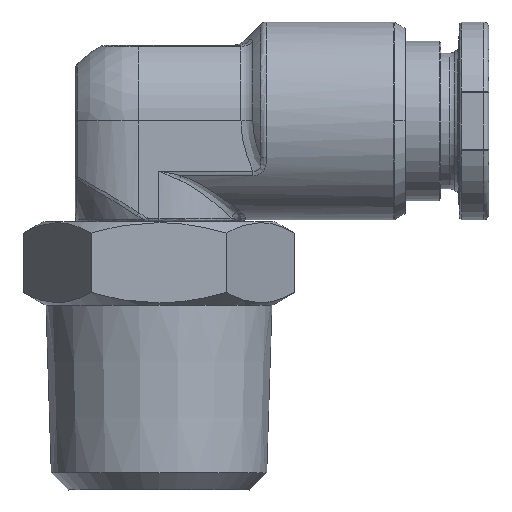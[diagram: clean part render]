
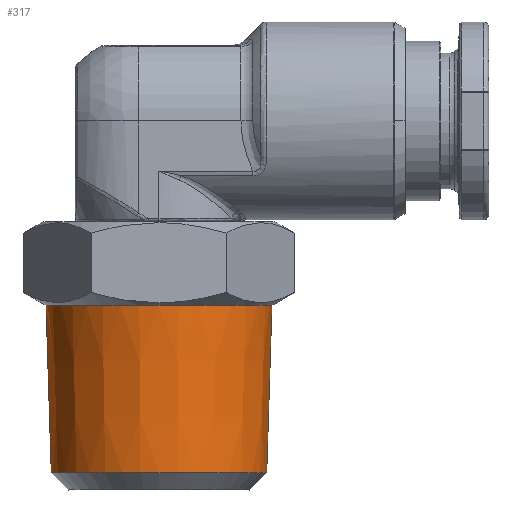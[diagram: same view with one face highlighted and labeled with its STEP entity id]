
A CAD part, front view. The second image highlights one B-rep face of the part: STEP entity #317.
In plain terms, the highlighted conical face has half-angle 1.79 degrees and reference radius 6.423 mm.
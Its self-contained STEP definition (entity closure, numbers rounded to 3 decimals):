
#51=CONICAL_SURFACE('',#2653,6.423,1.79);
#202=CIRCLE('',#2647,6.734);
#204=CIRCLE('',#2651,6.423);
#317=ADVANCED_FACE('SSPL6-02_',(#430),#51,.T.);
#430=FACE_OUTER_BOUND('',#1651,.T.);
#501=VECTOR('',#2790,9.982);
#502=VECTOR('',#2791,9.982);
#564=LINE('',#2452,#501);
#565=LINE('',#2453,#502);
#966=ORIENTED_EDGE('',*,*,#1296,.T.);
#967=ORIENTED_EDGE('',*,*,#1294,.F.);
#968=ORIENTED_EDGE('',*,*,#1295,.F.);
#969=ORIENTED_EDGE('',*,*,#1290,.T.);
#1290=EDGE_CURVE('180',#1535,#1536,#202,.T.);
#1294=EDGE_CURVE('183',#1538,#1537,#204,.T.);
#1295=EDGE_CURVE('186',#1535,#1538,#564,.T.);
#1296=EDGE_CURVE('231',#1536,#1537,#565,.T.);
#1535=VERTEX_POINT('122',#2452);
#1536=VERTEX_POINT('24',#2453);
#1537=VERTEX_POINT('26',#2455);
#1538=VERTEX_POINT('123',#2456);
#1651=EDGE_LOOP('',(#966,#967,#968,#969));
#2451=CARTESIAN_POINT('',(0.,0.,11.));
#2452=CARTESIAN_POINT('',(6.734,0.,11.));
#2453=CARTESIAN_POINT('',(-6.734,0.,11.));
#2455=CARTESIAN_POINT('',(-6.423,0.,1.023));
#2456=CARTESIAN_POINT('',(6.423,0.,1.023));
#2457=CARTESIAN_POINT('',(0.,0.,1.023));
#2647=AXIS2_PLACEMENT_3D('',#2451,#2705,#2703);
#2651=AXIS2_PLACEMENT_3D('',#2457,#2705,#2703);
#2653=AXIS2_PLACEMENT_3D('',#2457,#2702,#2792);
#2702=DIRECTION('',(0.,0.,1.));
#2703=DIRECTION('',(1.,0.,0.));
#2705=DIRECTION('',(0.,0.,-1.));
#2790=DIRECTION('',(-0.031,0.,-1.));
#2791=DIRECTION('',(0.031,0.,-1.));
#2792=DIRECTION('',(-0.997,0.082,0.));
